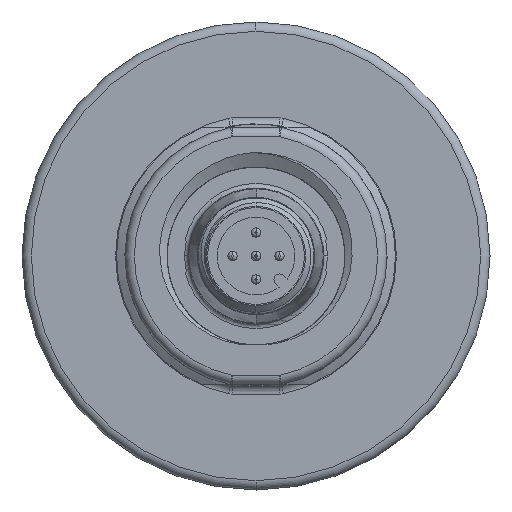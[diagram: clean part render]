
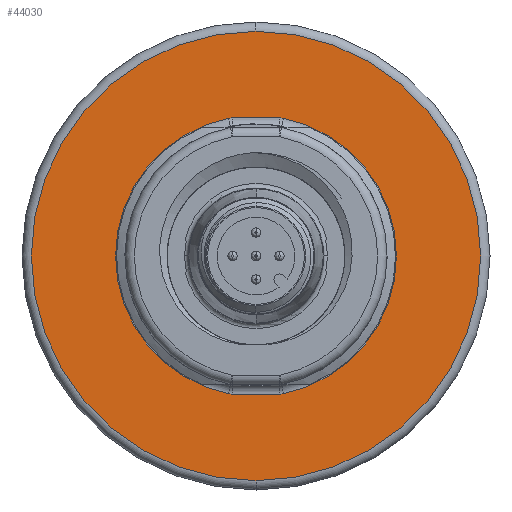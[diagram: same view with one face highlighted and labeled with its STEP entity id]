
A CAD part, front view. The second image highlights one B-rep face of the part: STEP entity #44030.
In plain terms, the highlighted planar face has unit normal (0, -1, 0).
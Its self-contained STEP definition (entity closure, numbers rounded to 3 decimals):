
#7679=CARTESIAN_POINT('',(0.,-3.,0.));
#7680=DIRECTION('',(0.,1.,0.));
#7681=DIRECTION('',(0.,0.,-1.));
#7682=AXIS2_PLACEMENT_3D('',#7679,#7680,#7681);
#7684=CARTESIAN_POINT('',(0.,-3.,0.));
#7685=DIRECTION('',(0.,1.,0.));
#7686=DIRECTION('',(0.,0.,1.));
#7687=AXIS2_PLACEMENT_3D('',#7684,#7685,#7686);
#7689=CARTESIAN_POINT('',(0.,-3.,0.));
#7690=DIRECTION('',(0.,-1.,0.));
#7691=DIRECTION('',(-0.195,0.,0.981));
#7692=AXIS2_PLACEMENT_3D('',#7689,#7690,#7691);
#7694=CARTESIAN_POINT('',(-2.537,-3.,-12.75));
#7695=DIRECTION('',(0.,-1.,0.));
#7696=DIRECTION('',(-0.195,0.,-0.981));
#7697=AXIS2_PLACEMENT_3D('',#7694,#7695,#7696);
#7699=DIRECTION('',(1.,0.,0.));
#7700=VECTOR('',#7699,5.074);
#7701=CARTESIAN_POINT('',(-2.537,-3.,-14.75));
#7702=LINE('',#7701,#7700);
#7703=CARTESIAN_POINT('',(2.537,-3.,-12.75));
#7704=DIRECTION('',(0.,-1.,0.));
#7705=DIRECTION('',(0.,0.,-1.));
#7706=AXIS2_PLACEMENT_3D('',#7703,#7704,#7705);
#7708=CARTESIAN_POINT('',(0.,-3.,0.));
#7709=DIRECTION('',(0.,-1.,0.));
#7710=DIRECTION('',(0.195,0.,-0.981));
#7711=AXIS2_PLACEMENT_3D('',#7708,#7709,#7710);
#7713=CARTESIAN_POINT('',(2.537,-3.,12.75));
#7714=DIRECTION('',(0.,-1.,0.));
#7715=DIRECTION('',(0.195,0.,0.981));
#7716=AXIS2_PLACEMENT_3D('',#7713,#7714,#7715);
#7718=DIRECTION('',(-1.,0.,0.));
#7719=VECTOR('',#7718,5.074);
#7720=CARTESIAN_POINT('',(2.537,-3.,14.75));
#7721=LINE('',#7720,#7719);
#7722=CARTESIAN_POINT('',(-2.537,-3.,12.75));
#7723=DIRECTION('',(0.,-1.,0.));
#7724=DIRECTION('',(0.,0.,1.));
#7725=AXIS2_PLACEMENT_3D('',#7722,#7723,#7724);
#35947=CARTESIAN_POINT('',(-2.928,-3.,14.712));
#35948=CARTESIAN_POINT('',(-2.928,-3.,-14.712));
#35949=VERTEX_POINT('',#35947);
#35950=VERTEX_POINT('',#35948);
#35951=CARTESIAN_POINT('',(2.928,-3.,-14.712));
#35952=CARTESIAN_POINT('',(2.928,-3.,14.712));
#35953=VERTEX_POINT('',#35951);
#35954=VERTEX_POINT('',#35952);
#35961=CARTESIAN_POINT('',(0.,-3.,-24.));
#35962=CARTESIAN_POINT('',(0.,-3.,24.));
#35963=VERTEX_POINT('',#35961);
#35964=VERTEX_POINT('',#35962);
#36184=CARTESIAN_POINT('',(-2.537,-3.,-14.75));
#36185=CARTESIAN_POINT('',(2.537,-3.,-14.75));
#36186=VERTEX_POINT('',#36184);
#36187=VERTEX_POINT('',#36185);
#36188=CARTESIAN_POINT('',(2.537,-3.,14.75));
#36189=CARTESIAN_POINT('',(-2.537,-3.,14.75));
#36190=VERTEX_POINT('',#36188);
#36191=VERTEX_POINT('',#36189);
#44008=CARTESIAN_POINT('',(0.,-3.,0.));
#44009=DIRECTION('',(0.,-1.,0.));
#44010=DIRECTION('',(0.,0.,1.));
#44011=AXIS2_PLACEMENT_3D('',#44008,#44009,#44010);
#44012=PLANE('',#44011);
#44014=ORIENTED_EDGE('',*,*,#44013,.T.);
#44016=ORIENTED_EDGE('',*,*,#44015,.T.);
#44017=EDGE_LOOP('',(#44014,#44016));
#44018=FACE_OUTER_BOUND('',#44017,.F.);
#44019=ORIENTED_EDGE('',*,*,#38573,.T.);
#44020=ORIENTED_EDGE('',*,*,#44000,.T.);
#44021=ORIENTED_EDGE('',*,*,#38373,.T.);
#44022=ORIENTED_EDGE('',*,*,#38388,.T.);
#44023=ORIENTED_EDGE('',*,*,#38405,.T.);
#44025=ORIENTED_EDGE('',*,*,#44024,.T.);
#44026=ORIENTED_EDGE('',*,*,#38542,.T.);
#44027=ORIENTED_EDGE('',*,*,#38557,.T.);
#44028=EDGE_LOOP('',(#44019,#44020,#44021,#44022,#44023,#44025,#44026,#44027));
#44029=FACE_BOUND('',#44028,.F.);
#44030=ADVANCED_FACE('',(#44018,#44029),#44012,.T.);
#7683=CIRCLE('',#7682,24.);
#7688=CIRCLE('',#7687,24.);
#7693=CIRCLE('',#7692,15.);
#7698=CIRCLE('',#7697,2.);
#7707=CIRCLE('',#7706,2.);
#7712=CIRCLE('',#7711,15.);
#7717=CIRCLE('',#7716,2.);
#7726=CIRCLE('',#7725,2.);
#38373=EDGE_CURVE('',#36186,#36187,#7702,.T.);
#38388=EDGE_CURVE('',#36187,#35953,#7707,.T.);
#38405=EDGE_CURVE('',#35953,#35954,#7712,.T.);
#38542=EDGE_CURVE('',#36190,#36191,#7721,.T.);
#38557=EDGE_CURVE('',#36191,#35949,#7726,.T.);
#38573=EDGE_CURVE('',#35949,#35950,#7693,.T.);
#44000=EDGE_CURVE('',#35950,#36186,#7698,.T.);
#44013=EDGE_CURVE('',#35963,#35964,#7683,.T.);
#44015=EDGE_CURVE('',#35964,#35963,#7688,.T.);
#44024=EDGE_CURVE('',#35954,#36190,#7717,.T.);
